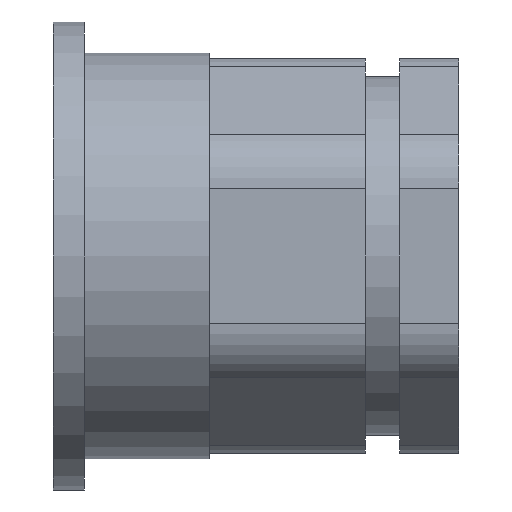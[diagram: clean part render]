
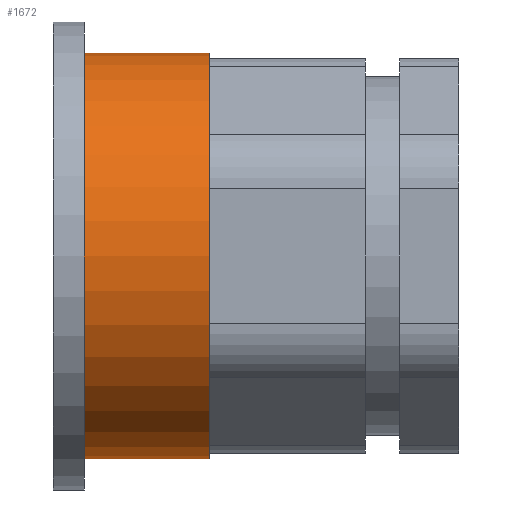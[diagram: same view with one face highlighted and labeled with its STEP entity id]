
A CAD part, front view. The second image highlights one B-rep face of the part: STEP entity #1672.
In plain terms, the highlighted cylindrical face has radius 6.5 mm (diameter 13 mm), a full revolution.
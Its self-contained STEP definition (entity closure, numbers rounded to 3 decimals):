
#69=CYLINDRICAL_SURFACE('',#1900,6.5);
#153=FACE_OUTER_BOUND('',#248,.T.);
#248=EDGE_LOOP('',(#1516,#1517,#1518,#1519));
#293=CIRCLE('',#1772,6.5);
#369=CIRCLE('',#1899,6.5);
#504=LINE('',#2950,#639);
#639=VECTOR('',#2440,6.5);
#699=VERTEX_POINT('',#2637);
#801=VERTEX_POINT('',#2947);
#892=EDGE_CURVE('',#699,#699,#293,.T.);
#1049=EDGE_CURVE('',#801,#801,#369,.F.);
#1050=EDGE_CURVE('',#801,#699,#504,.T.);
#1516=ORIENTED_EDGE('',*,*,#1049,.T.);
#1517=ORIENTED_EDGE('',*,*,#1050,.T.);
#1518=ORIENTED_EDGE('',*,*,#892,.T.);
#1519=ORIENTED_EDGE('',*,*,#1050,.F.);
#1672=ADVANCED_FACE('',(#153),#69,.T.);
#1772=AXIS2_PLACEMENT_3D('',#2638,#2101,#2102);
#1899=AXIS2_PLACEMENT_3D('',#2948,#2436,#2437);
#1900=AXIS2_PLACEMENT_3D('',#2949,#2438,#2439);
#2101=DIRECTION('center_axis',(1.,0.,0.));
#2102=DIRECTION('ref_axis',(0.,0.,1.));
#2436=DIRECTION('center_axis',(1.,0.,0.));
#2437=DIRECTION('ref_axis',(0.,0.,1.));
#2438=DIRECTION('center_axis',(1.,0.,0.));
#2439=DIRECTION('ref_axis',(0.,0.,1.));
#2440=DIRECTION('',(-1.,0.,0.));
#2637=CARTESIAN_POINT('',(1.,0.,-6.5));
#2638=CARTESIAN_POINT('Origin',(1.,0.,0.));
#2947=CARTESIAN_POINT('',(5.,0.,-6.5));
#2948=CARTESIAN_POINT('Origin',(5.,0.,0.));
#2949=CARTESIAN_POINT('Origin',(0.,0.,0.));
#2950=CARTESIAN_POINT('',(0.,0.,-6.5));
